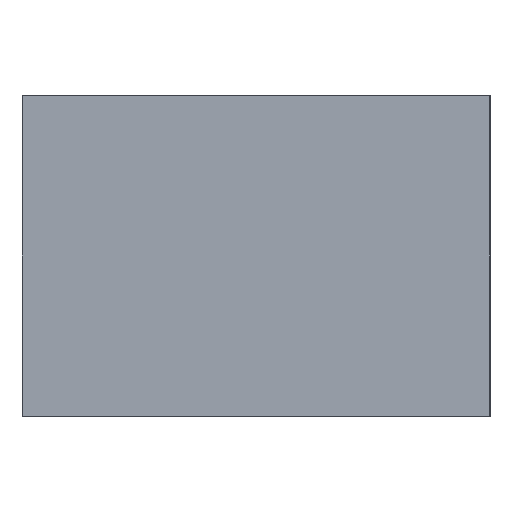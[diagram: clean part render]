
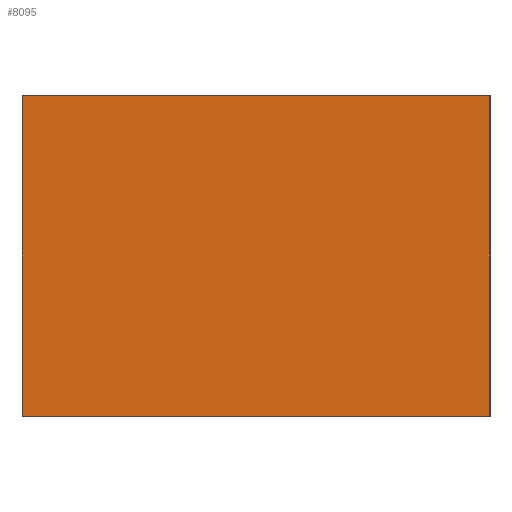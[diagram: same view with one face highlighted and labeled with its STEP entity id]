
A CAD part, left-side view. The second image highlights one B-rep face of the part: STEP entity #8095.
In plain terms, the highlighted planar face has unit normal (-1, 0, 0).
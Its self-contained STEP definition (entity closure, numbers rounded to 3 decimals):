
#172 = CARTESIAN_POINT ( 'NONE',  ( -0.497, 0.25, 0.004 ) ) ;
#299 = VECTOR ( 'NONE', #7175, 1000. ) ;
#325 = LINE ( 'NONE', #2942, #8395 ) ;
#840 = DIRECTION ( 'NONE',  ( 0., -1., 0. ) ) ;
#1136 = EDGE_CURVE ( 'NONE', #1892, #7713, #6040, .T. ) ;
#1357 = CARTESIAN_POINT ( 'NONE',  ( -0.497, -0.25, 0.346 ) ) ;
#1434 = CARTESIAN_POINT ( 'NONE',  ( -0.497, 0.25, 0.346 ) ) ;
#1624 = CARTESIAN_POINT ( 'NONE',  ( -0.497, 0.25, 0.346 ) ) ;
#1754 = ORIENTED_EDGE ( 'NONE', *, *, #5076, .F. ) ;
#1839 = VERTEX_POINT ( 'NONE', #2077 ) ;
#1892 = VERTEX_POINT ( 'NONE', #2155 ) ;
#2077 = CARTESIAN_POINT ( 'NONE',  ( -0.497, 0.25, 0.004 ) ) ;
#2155 = CARTESIAN_POINT ( 'NONE',  ( -0.497, -0.25, 0.346 ) ) ;
#2415 = CARTESIAN_POINT ( 'NONE',  ( -0.497, -0.25, 0.004 ) ) ;
#2791 = LINE ( 'NONE', #172, #8541 ) ;
#2942 = CARTESIAN_POINT ( 'NONE',  ( -0.497, 0.25, 0.346 ) ) ;
#3427 = ORIENTED_EDGE ( 'NONE', *, *, #5124, .T. ) ;
#4219 = DIRECTION ( 'NONE',  ( 0., 0., -1. ) ) ;
#4793 = ORIENTED_EDGE ( 'NONE', *, *, #5608, .T. ) ;
#4832 = DIRECTION ( 'NONE',  ( 0., 0., 1. ) ) ;
#5063 = EDGE_LOOP ( 'NONE', ( #5738, #1754, #3427, #4793 ) ) ;
#5076 = EDGE_CURVE ( 'NONE', #5153, #1892, #6548, .T. ) ;
#5124 = EDGE_CURVE ( 'NONE', #5153, #1839, #325, .T. ) ;
#5153 = VERTEX_POINT ( 'NONE', #1624 ) ;
#5164 = CARTESIAN_POINT ( 'NONE',  ( -0.497, 0.25, 0.346 ) ) ;
#5447 = AXIS2_PLACEMENT_3D ( 'NONE', #1434, #6835, #4832 ) ;
#5608 = EDGE_CURVE ( 'NONE', #1839, #7713, #2791, .T. ) ;
#5738 = ORIENTED_EDGE ( 'NONE', *, *, #1136, .F. ) ;
#5995 = VECTOR ( 'NONE', #6406, 1000. ) ;
#6038 = FACE_OUTER_BOUND ( 'NONE', #5063, .T. ) ;
#6040 = LINE ( 'NONE', #1357, #299 ) ;
#6208 = PLANE ( 'NONE',  #5447 ) ;
#6406 = DIRECTION ( 'NONE',  ( 0., -1., 0. ) ) ;
#6548 = LINE ( 'NONE', #5164, #5995 ) ;
#6835 = DIRECTION ( 'NONE',  ( -1., 0., 0. ) ) ;
#7175 = DIRECTION ( 'NONE',  ( 0., 0., -1. ) ) ;
#7713 = VERTEX_POINT ( 'NONE', #2415 ) ;
#8095 = ADVANCED_FACE ( 'NONE', ( #6038 ), #6208, .T. ) ;
#8395 = VECTOR ( 'NONE', #4219, 1000. ) ;
#8541 = VECTOR ( 'NONE', #840, 1000. ) ;
